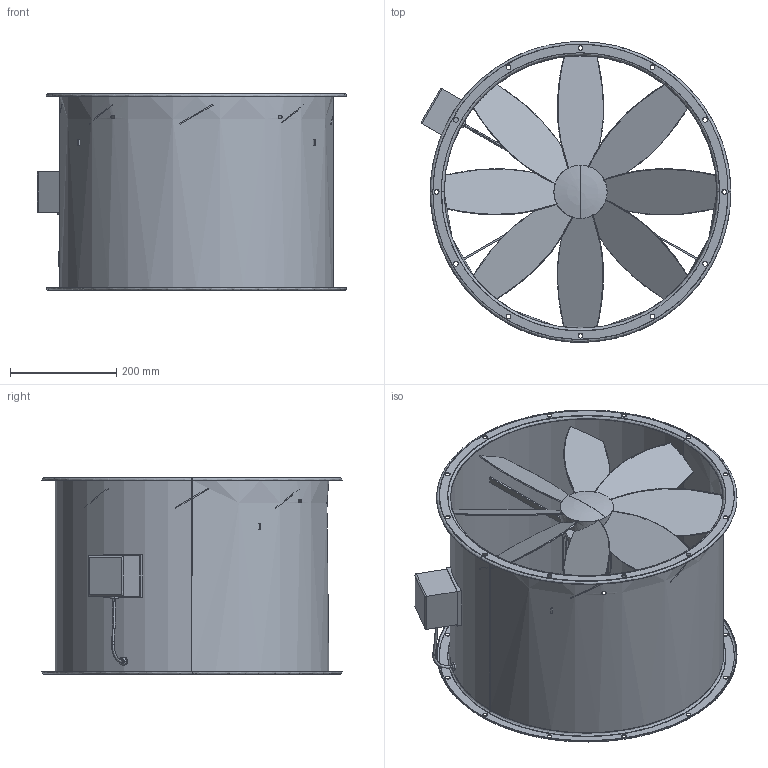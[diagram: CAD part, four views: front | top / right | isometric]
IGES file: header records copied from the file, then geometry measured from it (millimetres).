
Start section: SolidWorks IGES file using analytic representation for surfaces
Global section: file name: DZR 50-6B E Ex.IGS; native system: SolidWorks 2017; preprocessor: SolidWorks 2017; author: Qube3-CAD; date: 200603.110934; units: millimetre
Bounding box: 581.86 x 565 x 370 mm (x, y, z)
Surface area: 1822472.8 mm2 (no closed solid volume)
Topology: 0 solids, 0 shells, 328 faces, 5788 edges, 5787 vertices
Faces by surface type: bspline 197, revolution 131
